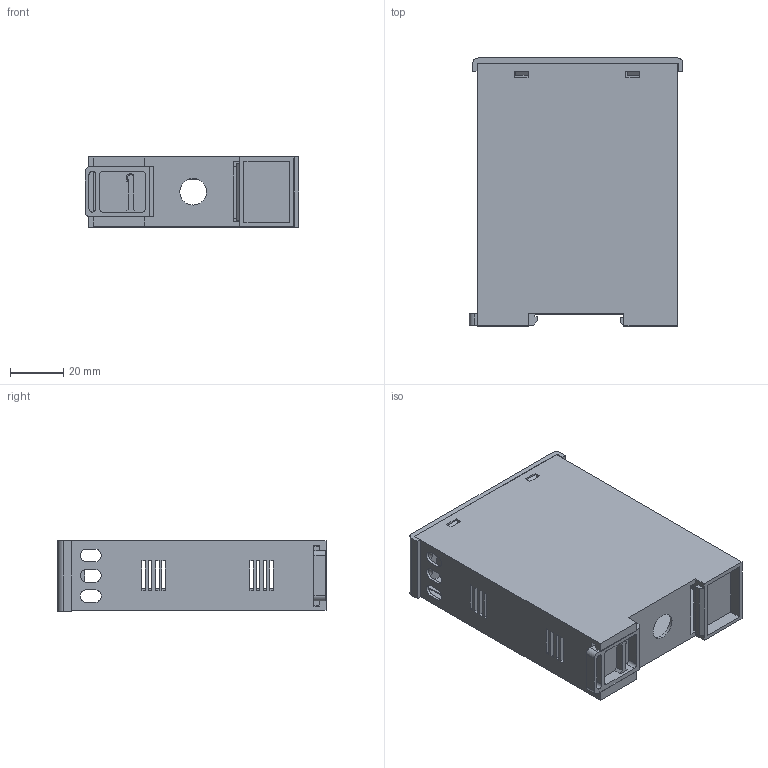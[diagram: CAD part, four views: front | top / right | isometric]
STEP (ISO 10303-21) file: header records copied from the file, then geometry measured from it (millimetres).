
FILE_DESCRIPTION (( 'STEP AP214' ), '1' );
FILE_NAME ('NT10.STEP', '2022-02-25T14:39:43', ( '' ), ( '' ), 'SwSTEP 2.0', 'SolidWorks 2021', '' );
FILE_SCHEMA (( 'AUTOMOTIVE_DESIGN' ));
Length unit declared in the file: millimetre
Products named in the file (4): NT10; 1NA103000000; 1NA1040000000; 1NA10100000
Assembly tree (3 placements, depth 2):
  NT10
    1NA10100000
    1NA103000000
    1NA1040000000
Bounding box: 79.9 x 100.3 x 26.2 mm (x, y, z)
Volume: 38150.1 mm3; surface area: 49518.5 mm2
Topology: 3 solids, 3 shells, 343 faces, 1011 edges, 662 vertices
Faces by surface type: plane 288, cylinder 55
Entity records: 11563 total; most frequent: ORIENTED_EDGE 2022, CARTESIAN_POINT 2022, DIRECTION 1821, EDGE_CURVE 1011, VECTOR 899, LINE 899, VERTEX_POINT 662, AXIS2_PLACEMENT_3D 461
